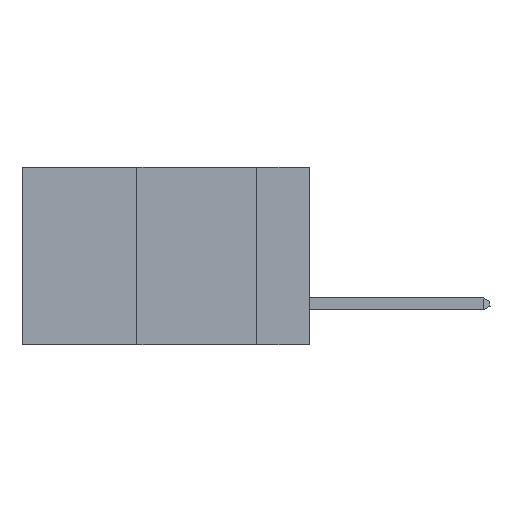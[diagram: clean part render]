
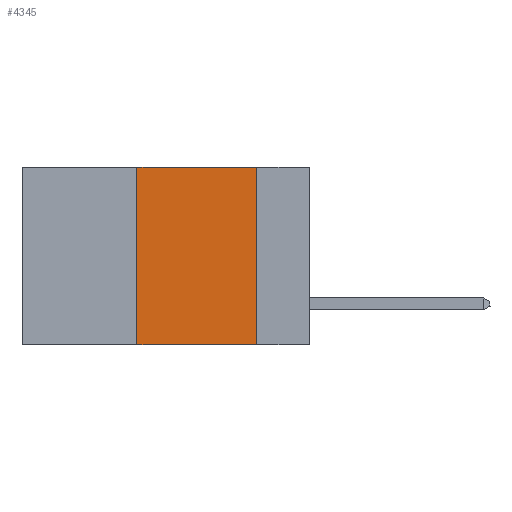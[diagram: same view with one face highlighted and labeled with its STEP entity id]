
A CAD part, left-side view. The second image highlights one B-rep face of the part: STEP entity #4345.
In plain terms, the highlighted planar face has unit normal (-1, 0, 0).
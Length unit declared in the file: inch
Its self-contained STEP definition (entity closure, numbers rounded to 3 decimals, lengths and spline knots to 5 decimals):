
#7 = CARTESIAN_POINT ( 'NONE',  ( 0., 0.11, 0. ) ) ;
#41 = ORIENTED_EDGE ( 'NONE', *, *, #9806, .T. ) ;
#2472 = DIRECTION ( 'NONE',  ( 1., 0., 0. ) ) ;
#2680 = VECTOR ( 'NONE', #14856, 39.37008 ) ;
#3562 = LINE ( 'NONE', #10114, #9939 ) ;
#3666 = PLANE ( 'NONE',  #4860 ) ;
#4151 = ORIENTED_EDGE ( 'NONE', *, *, #10873, .F. ) ;
#4345 = ADVANCED_FACE ( 'NONE', ( #11434 ), #3666, .F. ) ;
#4860 = AXIS2_PLACEMENT_3D ( 'NONE', #14161, #2472, #12941 ) ;
#5227 = CARTESIAN_POINT ( 'NONE',  ( 0., 0.36, -0.37 ) ) ;
#6074 = ORIENTED_EDGE ( 'NONE', *, *, #13972, .F. ) ;
#6260 = VERTEX_POINT ( 'NONE', #5227 ) ;
#6496 = LINE ( 'NONE', #7, #10137 ) ;
#6878 = DIRECTION ( 'NONE',  ( 0., 0., -1. ) ) ;
#7231 = VERTEX_POINT ( 'NONE', #10784 ) ;
#8131 = CARTESIAN_POINT ( 'NONE',  ( 0., 0.36, 0. ) ) ;
#9352 = ORIENTED_EDGE ( 'NONE', *, *, #10173, .F. ) ;
#9400 = VECTOR ( 'NONE', #13908, 39.37008 ) ;
#9806 = EDGE_CURVE ( 'NONE', #6260, #7231, #12115, .T. ) ;
#9939 = VECTOR ( 'NONE', #11256, 39.37008 ) ;
#10114 = CARTESIAN_POINT ( 'NONE',  ( 0., 0.6, 0. ) ) ;
#10137 = VECTOR ( 'NONE', #6878, 39.37008 ) ;
#10173 = EDGE_CURVE ( 'NONE', #11669, #11446, #3562, .T. ) ;
#10784 = CARTESIAN_POINT ( 'NONE',  ( 0., 0.11, -0.37 ) ) ;
#10873 = EDGE_CURVE ( 'NONE', #6260, #11669, #15006, .T. ) ;
#11256 = DIRECTION ( 'NONE',  ( 0., -1., 0. ) ) ;
#11434 = FACE_OUTER_BOUND ( 'NONE', #13407, .T. ) ;
#11446 = VERTEX_POINT ( 'NONE', #13007 ) ;
#11669 = VERTEX_POINT ( 'NONE', #12500 ) ;
#12115 = LINE ( 'NONE', #13668, #2680 ) ;
#12500 = CARTESIAN_POINT ( 'NONE',  ( 0., 0.36, 0. ) ) ;
#12941 = DIRECTION ( 'NONE',  ( 0., 0., -1. ) ) ;
#13007 = CARTESIAN_POINT ( 'NONE',  ( 0., 0.11, 0. ) ) ;
#13407 = EDGE_LOOP ( 'NONE', ( #6074, #9352, #4151, #41 ) ) ;
#13668 = CARTESIAN_POINT ( 'NONE',  ( 0., 0.6, -0.37 ) ) ;
#13908 = DIRECTION ( 'NONE',  ( 0., 0., 1. ) ) ;
#13972 = EDGE_CURVE ( 'NONE', #11446, #7231, #6496, .T. ) ;
#14161 = CARTESIAN_POINT ( 'NONE',  ( 0., 0.6, 0. ) ) ;
#14856 = DIRECTION ( 'NONE',  ( 0., -1., 0. ) ) ;
#15006 = LINE ( 'NONE', #8131, #9400 ) ;
